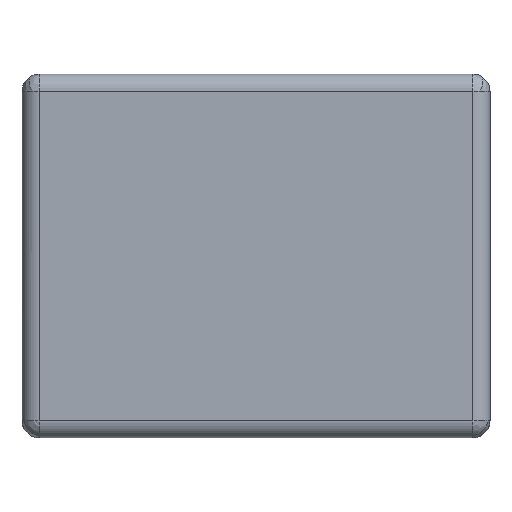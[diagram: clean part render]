
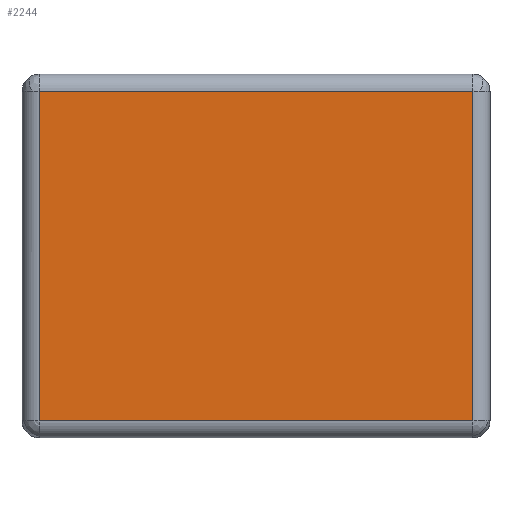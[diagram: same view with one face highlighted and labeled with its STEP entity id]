
A CAD part, left-side view. The second image highlights one B-rep face of the part: STEP entity #2244.
In plain terms, the highlighted planar face has unit normal (-1, 0, 0).
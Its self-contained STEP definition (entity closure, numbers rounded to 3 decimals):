
#407 = VERTEX_POINT ( 'NONE', #3599 ) ;
#458 = CARTESIAN_POINT ( 'NONE',  ( -0.8, 0.375, 0.6 ) ) ;
#459 = VERTEX_POINT ( 'NONE', #458 ) ;
#469 = EDGE_CURVE ( 'NONE', #407, #4417, #2109, .T. ) ;
#1038 = VECTOR ( 'NONE', #10286, 1000. ) ;
#1227 = EDGE_CURVE ( 'NONE', #4417, #459, #7265, .T. ) ;
#1709 = LINE ( 'NONE', #3088, #10079 ) ;
#1723 = CARTESIAN_POINT ( 'NONE',  ( -0.8, 0.375, 0.03 ) ) ;
#1908 = DIRECTION ( 'NONE',  ( 0., 0., -1. ) ) ;
#2109 = LINE ( 'NONE', #7835, #9364 ) ;
#2192 = DIRECTION ( 'NONE',  ( -1., 0., 0. ) ) ;
#2244 = ADVANCED_FACE ( 'NONE', ( #5319 ), #6216, .T. ) ;
#2325 = ORIENTED_EDGE ( 'NONE', *, *, #4056, .F. ) ;
#2548 = LINE ( 'NONE', #7621, #4699 ) ;
#3035 = ORIENTED_EDGE ( 'NONE', *, *, #1227, .F. ) ;
#3088 = CARTESIAN_POINT ( 'NONE',  ( -0.8, 0.405, 0.6 ) ) ;
#3599 = CARTESIAN_POINT ( 'NONE',  ( -0.8, -0.375, 0.03 ) ) ;
#3998 = VERTEX_POINT ( 'NONE', #5102 ) ;
#4056 = EDGE_CURVE ( 'NONE', #3998, #407, #2548, .T. ) ;
#4169 = EDGE_LOOP ( 'NONE', ( #3035, #7177, #2325, #7201 ) ) ;
#4417 = VERTEX_POINT ( 'NONE', #1723 ) ;
#4598 = CARTESIAN_POINT ( 'NONE',  ( -0.8, 0.375, 0. ) ) ;
#4699 = VECTOR ( 'NONE', #1908, 1000. ) ;
#4727 = DIRECTION ( 'NONE',  ( 0., 1., 0. ) ) ;
#5102 = CARTESIAN_POINT ( 'NONE',  ( -0.8, -0.375, 0.6 ) ) ;
#5319 = FACE_OUTER_BOUND ( 'NONE', #4169, .T. ) ;
#6216 = PLANE ( 'NONE',  #9850 ) ;
#6547 = EDGE_CURVE ( 'NONE', #3998, #459, #1709, .T. ) ;
#7094 = CARTESIAN_POINT ( 'NONE',  ( -0.8, 0.405, 0. ) ) ;
#7177 = ORIENTED_EDGE ( 'NONE', *, *, #469, .F. ) ;
#7201 = ORIENTED_EDGE ( 'NONE', *, *, #6547, .T. ) ;
#7265 = LINE ( 'NONE', #4598, #1038 ) ;
#7621 = CARTESIAN_POINT ( 'NONE',  ( -0.8, -0.375, 0. ) ) ;
#7835 = CARTESIAN_POINT ( 'NONE',  ( -0.8, 0.203, 0.03 ) ) ;
#7925 = DIRECTION ( 'NONE',  ( 0., 0., 1. ) ) ;
#9357 = DIRECTION ( 'NONE',  ( 0., 1., 0. ) ) ;
#9364 = VECTOR ( 'NONE', #9357, 1000. ) ;
#9850 = AXIS2_PLACEMENT_3D ( 'NONE', #7094, #2192, #7925 ) ;
#10079 = VECTOR ( 'NONE', #4727, 1000. ) ;
#10286 = DIRECTION ( 'NONE',  ( 0., 0., 1. ) ) ;
